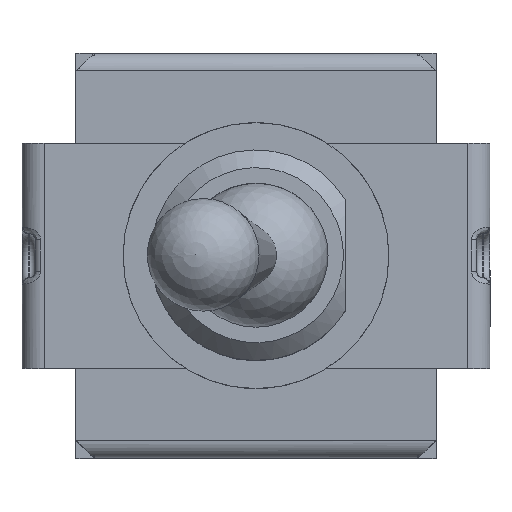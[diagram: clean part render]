
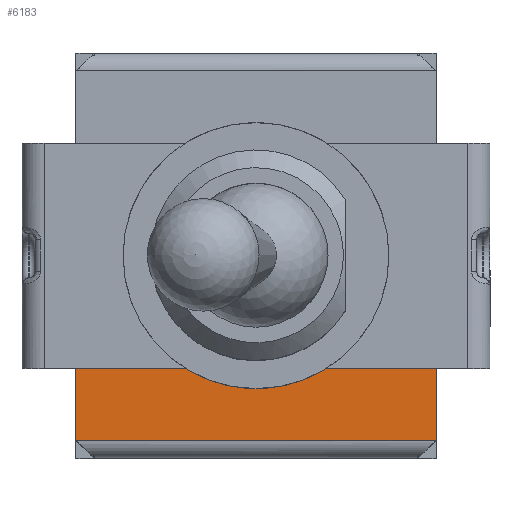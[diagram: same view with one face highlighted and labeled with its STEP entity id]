
A CAD part, top view. The second image highlights one B-rep face of the part: STEP entity #6183.
In plain terms, the highlighted planar face has unit normal (0, 0, 1).
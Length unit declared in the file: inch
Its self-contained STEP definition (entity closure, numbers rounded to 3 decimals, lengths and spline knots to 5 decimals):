
#300=PLANE('',#6743);
#787=LINE('',#11496,#1383);
#852=LINE('',#11642,#1448);
#854=LINE('',#11648,#1450);
#857=LINE('',#11653,#1453);
#858=LINE('',#11655,#1454);
#859=LINE('',#11656,#1455);
#1383=VECTOR('',#8005,0.3937);
#1448=VECTOR('',#8106,0.3937);
#1450=VECTOR('',#8112,0.3937);
#1453=VECTOR('',#8117,0.3937);
#1454=VECTOR('',#8118,0.3937);
#1455=VECTOR('',#8119,0.3937);
#1905=FACE_OUTER_BOUND('',#2260,.T.);
#2260=EDGE_LOOP('',(#5395,#5396,#5397,#5398,#5399,#5400));
#2832=VERTEX_POINT('',#10288);
#2984=VERTEX_POINT('',#11441);
#3049=VERTEX_POINT('',#11639);
#3050=VERTEX_POINT('',#11641);
#3052=VERTEX_POINT('',#11647);
#3054=VERTEX_POINT('',#11654);
#3795=EDGE_CURVE('',#2832,#2984,#787,.T.);
#3867=EDGE_CURVE('',#3049,#3050,#852,.T.);
#3870=EDGE_CURVE('',#3050,#3052,#854,.T.);
#3873=EDGE_CURVE('',#3052,#2984,#857,.T.);
#3874=EDGE_CURVE('',#3054,#3049,#858,.T.);
#3875=EDGE_CURVE('',#2832,#3054,#859,.T.);
#5395=ORIENTED_EDGE('',*,*,#3795,.T.);
#5396=ORIENTED_EDGE('',*,*,#3873,.F.);
#5397=ORIENTED_EDGE('',*,*,#3870,.F.);
#5398=ORIENTED_EDGE('',*,*,#3867,.F.);
#5399=ORIENTED_EDGE('',*,*,#3874,.F.);
#5400=ORIENTED_EDGE('',*,*,#3875,.F.);
#6183=ADVANCED_FACE('',(#1905),#300,.T.);
#6743=AXIS2_PLACEMENT_3D('',#11652,#8115,#8116);
#8005=DIRECTION('',(-1.,0.,0.));
#8106=DIRECTION('',(-1.,0.,0.));
#8112=DIRECTION('',(-0.707,0.707,0.));
#8115=DIRECTION('center_axis',(0.,0.,
1.));
#8116=DIRECTION('ref_axis',(1.,0.,0.));
#8117=DIRECTION('',(0.,1.,0.));
#8118=DIRECTION('',(-0.707,-0.707,0.));
#8119=DIRECTION('',(0.,-1.,0.));
#10288=CARTESIAN_POINT('',(0.16004,-0.1,0.28858));
#11441=CARTESIAN_POINT('',(-0.16004,-0.1,0.28858));
#11496=CARTESIAN_POINT('',(0.10394,-0.1,0.28858));
#11639=CARTESIAN_POINT('',(0.15965,-0.16417,0.28858));
#11641=CARTESIAN_POINT('',(-0.15965,-0.16417,0.28858));
#11642=CARTESIAN_POINT('',(0.08002,-0.16417,0.28858));
#11647=CARTESIAN_POINT('',(-0.16004,-0.16378,0.28858));
#11648=CARTESIAN_POINT('',(-0.15694,-0.16688,0.28858));
#11652=CARTESIAN_POINT('Origin',(0.,0.,
0.28858));
#11653=CARTESIAN_POINT('',(-0.16004,-0.17992,0.28858));
#11654=CARTESIAN_POINT('',(0.16004,-0.16378,0.28858));
#11655=CARTESIAN_POINT('',(0.15694,-0.16688,0.28858));
#11656=CARTESIAN_POINT('',(0.16004,0.17992,0.28858));
